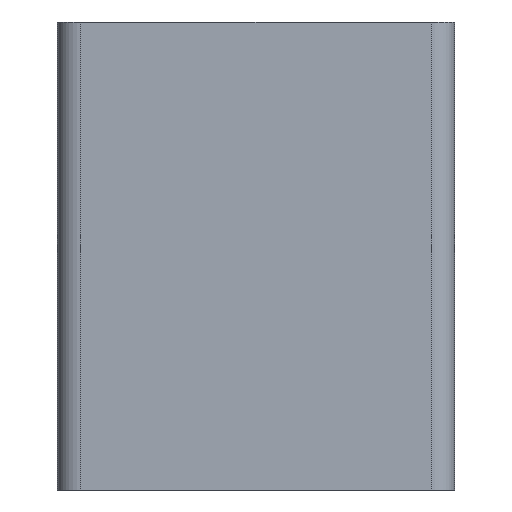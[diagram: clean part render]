
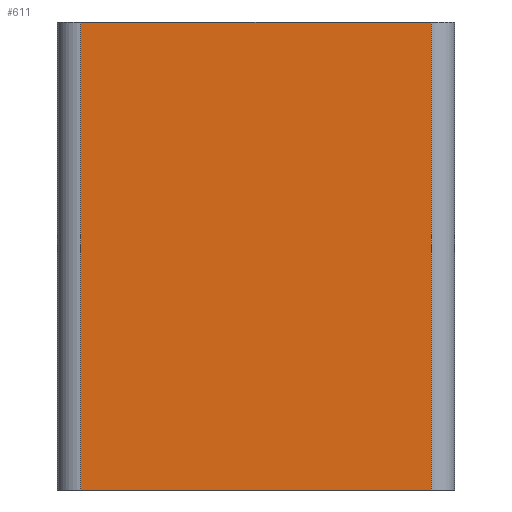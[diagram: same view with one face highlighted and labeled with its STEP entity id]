
A CAD part, front view. The second image highlights one B-rep face of the part: STEP entity #611.
In plain terms, the highlighted planar face has unit normal (0, -1, 0).
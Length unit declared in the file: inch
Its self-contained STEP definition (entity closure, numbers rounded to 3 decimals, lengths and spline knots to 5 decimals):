
#41=PLANE('',#681);
#73=FACE_OUTER_BOUND('',#111,.T.);
#111=EDGE_LOOP('',(#558,#559,#560,#561));
#118=LINE('',#886,#168);
#136=LINE('',#949,#186);
#137=LINE('',#953,#187);
#154=LINE('',#1149,#204);
#168=VECTOR('',#708,0.3937);
#186=VECTOR('',#768,0.3937);
#187=VECTOR('',#773,0.3937);
#204=VECTOR('',#820,0.3937);
#252=VERTEX_POINT('',#883);
#253=VERTEX_POINT('',#885);
#277=VERTEX_POINT('',#947);
#278=VERTEX_POINT('',#951);
#313=EDGE_CURVE('',#252,#253,#118,.T.);
#345=EDGE_CURVE('',#277,#252,#136,.T.);
#347=EDGE_CURVE('',#253,#278,#137,.T.);
#375=EDGE_CURVE('',#277,#278,#154,.T.);
#558=ORIENTED_EDGE('',*,*,#345,.F.);
#559=ORIENTED_EDGE('',*,*,#375,.T.);
#560=ORIENTED_EDGE('',*,*,#347,.F.);
#561=ORIENTED_EDGE('',*,*,#313,.F.);
#611=ADVANCED_FACE('',(#73),#41,.T.);
#681=AXIS2_PLACEMENT_3D('',#1174,#856,#857);
#708=DIRECTION('',(-1.,0.,0.));
#768=DIRECTION('',(0.,0.,-1.));
#773=DIRECTION('',(0.,0.,1.));
#820=DIRECTION('',(-1.,0.,0.));
#856=DIRECTION('center_axis',(0.,-1.,0.));
#857=DIRECTION('ref_axis',(0.,0.,-1.));
#883=CARTESIAN_POINT('',(0.3505,-0.115,0.));
#885=CARTESIAN_POINT('',(-0.3505,-0.115,0.));
#886=CARTESIAN_POINT('',(0.3975,-0.115,0.));
#947=CARTESIAN_POINT('',(0.3505,-0.115,0.937));
#949=CARTESIAN_POINT('',(0.3505,-0.115,0.));
#951=CARTESIAN_POINT('',(-0.3505,-0.115,0.937));
#953=CARTESIAN_POINT('',(-0.3505,-0.115,0.));
#1149=CARTESIAN_POINT('',(0.3975,-0.115,0.937));
#1174=CARTESIAN_POINT('Origin',(0.3975,-0.115,0.));
